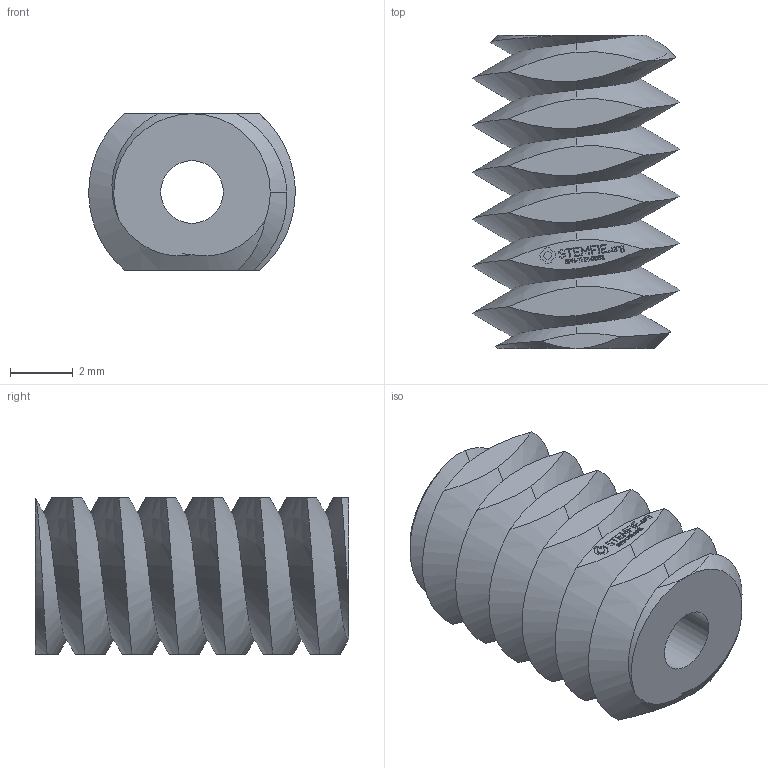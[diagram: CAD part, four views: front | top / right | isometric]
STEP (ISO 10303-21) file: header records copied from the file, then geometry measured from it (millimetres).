
FILE_DESCRIPTION(('FreeCAD Model'),'2;1');
FILE_NAME('Open CASCADE Shape Model','2023-11-29T17:10:50',(''),(''), 'Open CASCADE STEP processor 7.6','FreeCAD','Unknown');
FILE_SCHEMA(('AUTOMOTIVE_DESIGN { 1 0 10303 214 1 1 1 1 }'));
Length unit declared in the file: millimetre
Products named in the file (1): Threaded Rod FL-RH 10mm - SPN-THR-0081 (stemfie.org)
Bounding box: 6.59 x 10 x 5 mm (x, y, z)
Volume: 180.8 mm3; surface area: 385.5 mm2
Topology: 1 solids, 1 shells, 499 faces, 1383 edges, 919 vertices
Faces by surface type: plane 328, extrusion 148, bspline 16, cone 6, cylinder 1
Full cylindrical faces by diameter (mm): 2 x1
Entity records: 39018 total; most frequent: CARTESIAN_POINT 12626, DIRECTION 4186, VECTOR 3482, LINE 3334, ORIENTED_EDGE 2766, PCURVE 2766, DEFINITIONAL_REPRESENTATION 2766, EDGE_CURVE 1383
